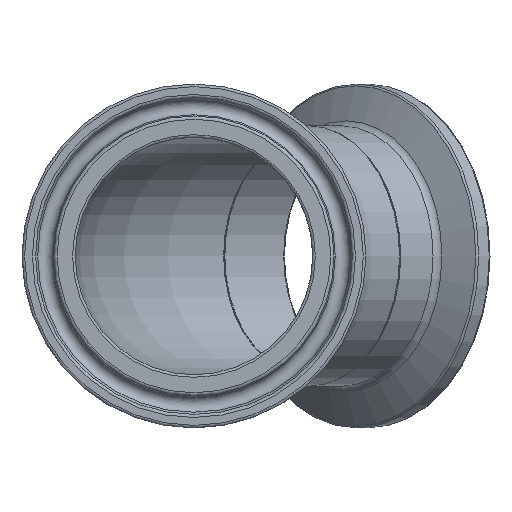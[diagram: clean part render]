
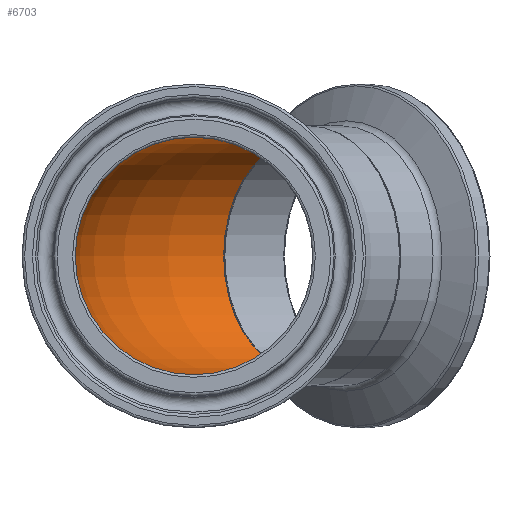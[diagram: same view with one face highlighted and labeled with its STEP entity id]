
A CAD part, left-side view. The second image highlights one B-rep face of the part: STEP entity #6703.
In plain terms, the highlighted toroidal (fillet/blend) face has major radius 57.15 mm and minor radius 17.399 mm.
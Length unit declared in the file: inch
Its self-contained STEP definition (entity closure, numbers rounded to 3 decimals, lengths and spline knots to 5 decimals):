
#63=CIRCLE('',#6965,0.685);
#64=CIRCLE('',#6966,0.685);
#139=FACE_BOUND('',#1935,.T.);
#1477=FACE_OUTER_BOUND('',#1934,.T.);
#1934=EDGE_LOOP('',(#6198));
#1935=EDGE_LOOP('',(#6199));
#3243=VERTEX_POINT('',#15099);
#3244=VERTEX_POINT('',#15101);
#4231=EDGE_CURVE('',#3243,#3243,#63,.T.);
#4232=EDGE_CURVE('',#3244,#3244,#64,.T.);
#6198=ORIENTED_EDGE('',*,*,#4231,.F.);
#6199=ORIENTED_EDGE('',*,*,#4232,.F.);
#6259=TOROIDAL_SURFACE('',#6964,2.25,0.685);
#6703=ADVANCED_FACE('',(#1477,#139),#6259,.F.);
#6964=AXIS2_PLACEMENT_3D('',#15098,#7796,#7797);
#6965=AXIS2_PLACEMENT_3D('',#15100,#7798,#7799);
#6966=AXIS2_PLACEMENT_3D('',#15102,#7800,#7801);
#7796=DIRECTION('center_axis',(0.,0.,
1.));
#7797=DIRECTION('ref_axis',(0.707,0.707,0.));
#7798=DIRECTION('center_axis',(1.,0.,0.));
#7799=DIRECTION('ref_axis',(0.,1.,0.));
#7800=DIRECTION('center_axis',(-0.707,0.707,0.));
#7801=DIRECTION('ref_axis',(0.707,0.707,0.));
#15098=CARTESIAN_POINT('Origin',(-0.68566,-2.25,0.));
#15099=CARTESIAN_POINT('',(-0.68566,0.,0.685));
#15100=CARTESIAN_POINT('Origin',(-0.68566,0.,
0.));
#15101=CARTESIAN_POINT('',(0.90533,-0.65901,0.685));
#15102=CARTESIAN_POINT('Origin',(0.90533,-0.65901,0.));
